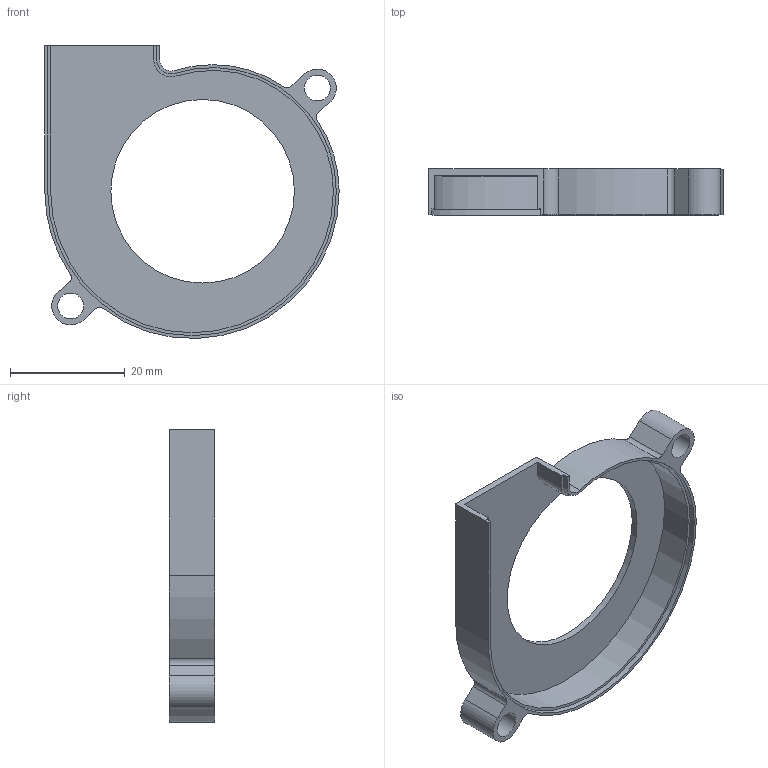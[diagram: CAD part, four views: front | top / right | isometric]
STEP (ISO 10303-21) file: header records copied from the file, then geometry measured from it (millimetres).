
FILE_DESCRIPTION(('FreeCAD Model'),'2;1');
FILE_NAME( 'Fan-5015-top.stp', '2018-05-13T11:52:19',('Author'),(''), 'Open CASCADE STEP processor 7.2','FreeCAD','Unknown');
FILE_SCHEMA(('AUTOMOTIVE_DESIGN { 1 0 10303 214 1 1 1 1 }'));
Length unit declared in the file: millimetre
Products named in the file (1): top
Bounding box: 51.3 x 8 x 51.05 mm (x, y, z)
Volume: 2945.7 mm3; surface area: 5548.3 mm2
Topology: 1 solids, 1 shells, 35 faces, 99 edges, 66 vertices
Faces by surface type: cylinder 20, plane 15
Full cylindrical faces by diameter (mm): 4.5 x2, 32 x1
Entity records: 2542 total; most frequent: CARTESIAN_POINT 546, DIRECTION 382, LINE 214, VECTOR 214, ORIENTED_EDGE 198, PCURVE 198, DEFINITIONAL_REPRESENTATION 198, EDGE_CURVE 99
